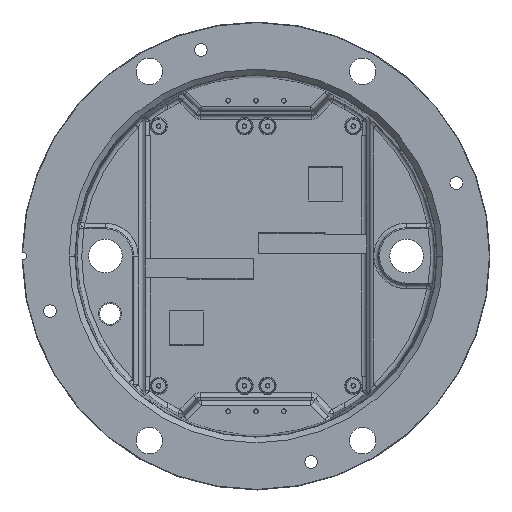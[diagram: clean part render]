
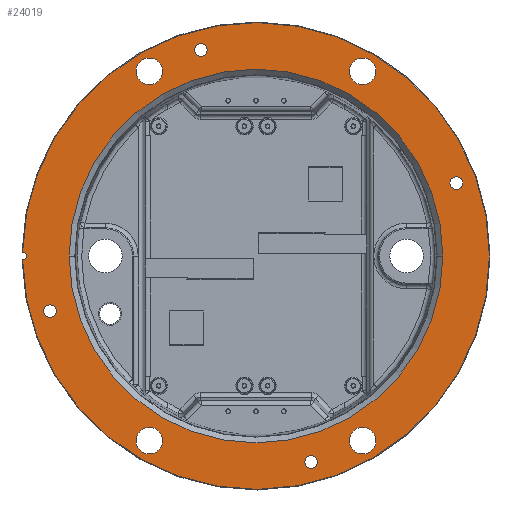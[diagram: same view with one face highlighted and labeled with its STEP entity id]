
A CAD part, front view. The second image highlights one B-rep face of the part: STEP entity #24019.
In plain terms, the highlighted planar face has unit normal (0, -1, 0).
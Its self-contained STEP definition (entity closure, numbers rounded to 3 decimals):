
#8160=CARTESIAN_POINT('',(0.,21.291,0.));
#8161=DIRECTION('',(0.,-1.,0.));
#8162=DIRECTION('',(1.,0.,0.));
#8163=AXIS2_PLACEMENT_3D('',#8160,#8161,#8162);
#8168=CARTESIAN_POINT('',(0.,21.291,0.));
#8169=DIRECTION('',(0.,-1.,0.));
#8170=DIRECTION('',(-1.,0.,0.));
#8171=AXIS2_PLACEMENT_3D('',#8168,#8169,#8170);
#8176=CARTESIAN_POINT('',(-88.865,21.291,-23.811));
#8177=DIRECTION('',(0.,-1.,0.));
#8178=DIRECTION('',(-0.966,0.,-0.259));
#8179=AXIS2_PLACEMENT_3D('',#8176,#8177,#8178);
#8184=CARTESIAN_POINT('',(-88.865,21.291,-23.811));
#8185=DIRECTION('',(0.,-1.,0.));
#8186=DIRECTION('',(0.966,0.,0.259));
#8187=AXIS2_PLACEMENT_3D('',#8184,#8185,#8186);
#8192=CARTESIAN_POINT('',(86.452,21.291,31.466));
#8193=DIRECTION('',(0.,-1.,0.));
#8194=DIRECTION('',(0.94,0.,0.342));
#8195=AXIS2_PLACEMENT_3D('',#8192,#8193,#8194);
#8200=CARTESIAN_POINT('',(86.452,21.291,31.466));
#8201=DIRECTION('',(0.,-1.,0.));
#8202=DIRECTION('',(-0.94,0.,-0.342));
#8203=AXIS2_PLACEMENT_3D('',#8200,#8201,#8202);
#8208=CARTESIAN_POINT('',(23.811,21.291,-88.865));
#8209=DIRECTION('',(0.,-1.,0.));
#8210=DIRECTION('',(0.259,0.,-0.966));
#8211=AXIS2_PLACEMENT_3D('',#8208,#8209,#8210);
#8216=CARTESIAN_POINT('',(23.811,21.291,-88.865));
#8217=DIRECTION('',(0.,-1.,0.));
#8218=DIRECTION('',(-0.259,0.,0.966));
#8219=AXIS2_PLACEMENT_3D('',#8216,#8217,#8218);
#8224=CARTESIAN_POINT('',(-23.811,21.291,88.865));
#8225=DIRECTION('',(0.,-1.,0.));
#8226=DIRECTION('',(-0.259,0.,0.966));
#8227=AXIS2_PLACEMENT_3D('',#8224,#8225,#8226);
#8232=CARTESIAN_POINT('',(-23.811,21.291,88.865));
#8233=DIRECTION('',(0.,-1.,0.));
#8234=DIRECTION('',(0.259,0.,-0.966));
#8235=AXIS2_PLACEMENT_3D('',#8232,#8233,#8234);
#8240=CARTESIAN_POINT('',(46.,21.291,-79.674));
#8241=DIRECTION('',(0.,1.,0.));
#8242=DIRECTION('',(-1.,0.,0.));
#8243=AXIS2_PLACEMENT_3D('',#8240,#8241,#8242);
#8248=CARTESIAN_POINT('',(46.,21.291,-79.674));
#8249=DIRECTION('',(0.,1.,0.));
#8250=DIRECTION('',(1.,0.,0.));
#8251=AXIS2_PLACEMENT_3D('',#8248,#8249,#8250);
#8256=CARTESIAN_POINT('',(-46.,21.291,79.674));
#8257=DIRECTION('',(0.,1.,0.));
#8258=DIRECTION('',(-1.,0.,0.));
#8259=AXIS2_PLACEMENT_3D('',#8256,#8257,#8258);
#8264=CARTESIAN_POINT('',(-46.,21.291,79.674));
#8265=DIRECTION('',(0.,1.,0.));
#8266=DIRECTION('',(1.,0.,0.));
#8267=AXIS2_PLACEMENT_3D('',#8264,#8265,#8266);
#8272=CARTESIAN_POINT('',(46.,21.291,79.674));
#8273=DIRECTION('',(0.,1.,0.));
#8274=DIRECTION('',(-1.,0.,0.));
#8275=AXIS2_PLACEMENT_3D('',#8272,#8273,#8274);
#8280=CARTESIAN_POINT('',(46.,21.291,79.674));
#8281=DIRECTION('',(0.,1.,0.));
#8282=DIRECTION('',(1.,0.,0.));
#8283=AXIS2_PLACEMENT_3D('',#8280,#8281,#8282);
#8288=CARTESIAN_POINT('',(-46.,21.291,-79.674));
#8289=DIRECTION('',(0.,1.,0.));
#8290=DIRECTION('',(-1.,0.,0.));
#8291=AXIS2_PLACEMENT_3D('',#8288,#8289,#8290);
#8296=CARTESIAN_POINT('',(-46.,21.291,-79.674));
#8297=DIRECTION('',(0.,1.,0.));
#8298=DIRECTION('',(1.,0.,0.));
#8299=AXIS2_PLACEMENT_3D('',#8296,#8297,#8298);
#8304=CARTESIAN_POINT('',(0.,21.291,0.));
#8305=DIRECTION('',(0.,1.,0.));
#8306=DIRECTION('',(-1.,0.,0.015));
#8307=AXIS2_PLACEMENT_3D('',#8304,#8305,#8306);
#8312=DIRECTION('',(1.,0.,0.));
#8313=VECTOR('',#8312,0.25);
#8314=CARTESIAN_POINT('',(-100.739,21.291,
-1.5));
#8315=LINE('',#8314,#8313);
#8319=CARTESIAN_POINT('',(-100.5,21.291,0.));
#8320=DIRECTION('',(0.,-1.,0.));
#8321=DIRECTION('',(0.007,0.,-1.));
#8322=AXIS2_PLACEMENT_3D('',#8319,#8320,#8321);
#8327=DIRECTION('',(1.,0.,0.));
#8328=VECTOR('',#8327,0.25);
#8329=CARTESIAN_POINT('',(-100.739,21.291,1.5));
#8330=LINE('',#8329,#8328);
#8580=CARTESIAN_POINT('',(-100.739,21.291,
-1.5));
#13688=CARTESIAN_POINT('',(80.625,21.291,0.));
#13689=CARTESIAN_POINT('',(-80.625,21.291,0.));
#13690=VERTEX_POINT('',#13688);
#13691=VERTEX_POINT('',#13689);
#13700=CARTESIAN_POINT('',(-91.521,21.291,-24.523));
#13701=CARTESIAN_POINT('',(-86.209,21.291,-23.1));
#13702=VERTEX_POINT('',#13700);
#13703=VERTEX_POINT('',#13701);
#13712=CARTESIAN_POINT('',(89.036,21.291,32.406));
#13713=CARTESIAN_POINT('',(83.868,21.291,30.525));
#13714=VERTEX_POINT('',#13712);
#13715=VERTEX_POINT('',#13713);
#13724=CARTESIAN_POINT('',(24.523,21.291,-91.521));
#13725=CARTESIAN_POINT('',(23.1,21.291,-86.209));
#13726=VERTEX_POINT('',#13724);
#13727=VERTEX_POINT('',#13725);
#13736=CARTESIAN_POINT('',(-24.523,21.291,91.521));
#13737=CARTESIAN_POINT('',(-23.1,21.291,86.209));
#13738=VERTEX_POINT('',#13736);
#13739=VERTEX_POINT('',#13737);
#13796=CARTESIAN_POINT('',(40.25,21.291,-79.674));
#13797=CARTESIAN_POINT('',(51.75,21.291,-79.674));
#13798=VERTEX_POINT('',#13796);
#13799=VERTEX_POINT('',#13797);
#13800=CARTESIAN_POINT('',(-51.75,21.291,79.674));
#13801=CARTESIAN_POINT('',(-40.25,21.291,79.674));
#13802=VERTEX_POINT('',#13800);
#13803=VERTEX_POINT('',#13801);
#13816=CARTESIAN_POINT('',(40.25,21.291,79.674));
#13817=CARTESIAN_POINT('',(51.75,21.291,79.674));
#13818=VERTEX_POINT('',#13816);
#13819=VERTEX_POINT('',#13817);
#13820=CARTESIAN_POINT('',(-51.75,21.291,-79.674));
#13821=CARTESIAN_POINT('',(-40.25,21.291,-79.674));
#13822=VERTEX_POINT('',#13820);
#13823=VERTEX_POINT('',#13821);
#14040=CARTESIAN_POINT('',(-100.489,21.291,-1.5));
#14041=CARTESIAN_POINT('',(-100.489,21.291,1.5));
#14042=VERTEX_POINT('',#14040);
#14043=VERTEX_POINT('',#14041);
#15142=VERTEX_POINT('',#8580);
#15143=CARTESIAN_POINT('',(-100.739,21.291,1.5));
#15144=VERTEX_POINT('',#15143);
#23951=CARTESIAN_POINT('',(0.,21.291,0.));
#23952=DIRECTION('',(0.,-1.,0.));
#23953=DIRECTION('',(-1.,0.,0.));
#23954=AXIS2_PLACEMENT_3D('',#23951,#23952,#23953);
#23955=PLANE('',#23954);
#23957=ORIENTED_EDGE('',*,*,#23956,.T.);
#23959=ORIENTED_EDGE('',*,*,#23958,.T.);
#23961=ORIENTED_EDGE('',*,*,#23960,.T.);
#23963=ORIENTED_EDGE('',*,*,#23962,.F.);
#23964=EDGE_LOOP('',(#23957,#23959,#23961,#23963));
#23965=FACE_OUTER_BOUND('',#23964,.F.);
#23967=ORIENTED_EDGE('',*,*,#23966,.T.);
#23968=ORIENTED_EDGE('',*,*,#23941,.T.);
#23969=EDGE_LOOP('',(#23967,#23968));
#23970=FACE_BOUND('',#23969,.F.);
#23972=ORIENTED_EDGE('',*,*,#23971,.T.);
#23974=ORIENTED_EDGE('',*,*,#23973,.T.);
#23975=EDGE_LOOP('',(#23972,#23974));
#23976=FACE_BOUND('',#23975,.F.);
#23978=ORIENTED_EDGE('',*,*,#23977,.T.);
#23980=ORIENTED_EDGE('',*,*,#23979,.T.);
#23981=EDGE_LOOP('',(#23978,#23980));
#23982=FACE_BOUND('',#23981,.F.);
#23984=ORIENTED_EDGE('',*,*,#23983,.T.);
#23986=ORIENTED_EDGE('',*,*,#23985,.T.);
#23987=EDGE_LOOP('',(#23984,#23986));
#23988=FACE_BOUND('',#23987,.F.);
#23990=ORIENTED_EDGE('',*,*,#23989,.F.);
#23992=ORIENTED_EDGE('',*,*,#23991,.F.);
#23993=EDGE_LOOP('',(#23990,#23992));
#23994=FACE_BOUND('',#23993,.F.);
#23996=ORIENTED_EDGE('',*,*,#23995,.F.);
#23998=ORIENTED_EDGE('',*,*,#23997,.F.);
#23999=EDGE_LOOP('',(#23996,#23998));
#24000=FACE_BOUND('',#23999,.F.);
#24002=ORIENTED_EDGE('',*,*,#24001,.F.);
#24004=ORIENTED_EDGE('',*,*,#24003,.F.);
#24005=EDGE_LOOP('',(#24002,#24004));
#24006=FACE_BOUND('',#24005,.F.);
#24008=ORIENTED_EDGE('',*,*,#24007,.F.);
#24010=ORIENTED_EDGE('',*,*,#24009,.F.);
#24011=EDGE_LOOP('',(#24008,#24010));
#24012=FACE_BOUND('',#24011,.F.);
#24014=ORIENTED_EDGE('',*,*,#24013,.T.);
#24016=ORIENTED_EDGE('',*,*,#24015,.T.);
#24017=EDGE_LOOP('',(#24014,#24016));
#24018=FACE_BOUND('',#24017,.F.);
#24019=ADVANCED_FACE('',(#23965,#23970,#23976,#23982,#23988,#23994,#24000,
#24006,#24012,#24018),#23955,.T.);
#8164=CIRCLE('',#8163,80.625);
#8172=CIRCLE('',#8171,80.625);
#8180=CIRCLE('',#8179,2.75);
#8188=CIRCLE('',#8187,2.75);
#8196=CIRCLE('',#8195,2.75);
#8204=CIRCLE('',#8203,2.75);
#8212=CIRCLE('',#8211,2.75);
#8220=CIRCLE('',#8219,2.75);
#8228=CIRCLE('',#8227,2.75);
#8236=CIRCLE('',#8235,2.75);
#8244=CIRCLE('',#8243,5.75);
#8252=CIRCLE('',#8251,5.75);
#8260=CIRCLE('',#8259,5.75);
#8268=CIRCLE('',#8267,5.75);
#8276=CIRCLE('',#8275,5.75);
#8284=CIRCLE('',#8283,5.75);
#8292=CIRCLE('',#8291,5.75);
#8300=CIRCLE('',#8299,5.75);
#8308=CIRCLE('',#8307,100.75);
#8323=CIRCLE('',#8322,1.5);
#23941=EDGE_CURVE('',#13703,#13702,#8188,.T.);
#23956=EDGE_CURVE('',#15144,#15142,#8308,.T.);
#23958=EDGE_CURVE('',#15142,#14042,#8315,.T.);
#23960=EDGE_CURVE('',#14042,#14043,#8323,.T.);
#23962=EDGE_CURVE('',#15144,#14043,#8330,.T.);
#23966=EDGE_CURVE('',#13702,#13703,#8180,.T.);
#23971=EDGE_CURVE('',#13714,#13715,#8196,.T.);
#23973=EDGE_CURVE('',#13715,#13714,#8204,.T.);
#23977=EDGE_CURVE('',#13726,#13727,#8212,.T.);
#23979=EDGE_CURVE('',#13727,#13726,#8220,.T.);
#23983=EDGE_CURVE('',#13738,#13739,#8228,.T.);
#23985=EDGE_CURVE('',#13739,#13738,#8236,.T.);
#23989=EDGE_CURVE('',#13798,#13799,#8244,.T.);
#23991=EDGE_CURVE('',#13799,#13798,#8252,.T.);
#23995=EDGE_CURVE('',#13802,#13803,#8260,.T.);
#23997=EDGE_CURVE('',#13803,#13802,#8268,.T.);
#24001=EDGE_CURVE('',#13818,#13819,#8276,.T.);
#24003=EDGE_CURVE('',#13819,#13818,#8284,.T.);
#24007=EDGE_CURVE('',#13822,#13823,#8292,.T.);
#24009=EDGE_CURVE('',#13823,#13822,#8300,.T.);
#24013=EDGE_CURVE('',#13690,#13691,#8164,.T.);
#24015=EDGE_CURVE('',#13691,#13690,#8172,.T.);
